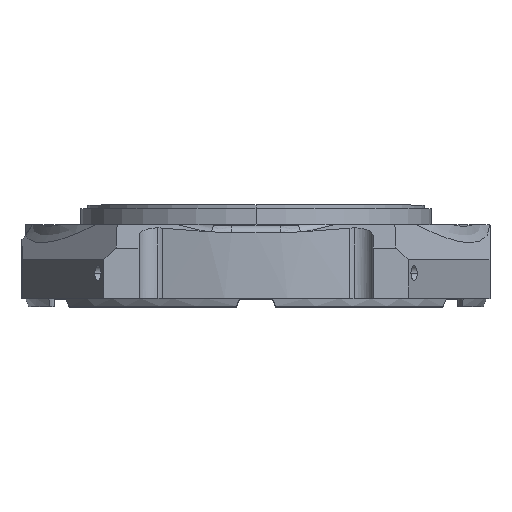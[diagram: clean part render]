
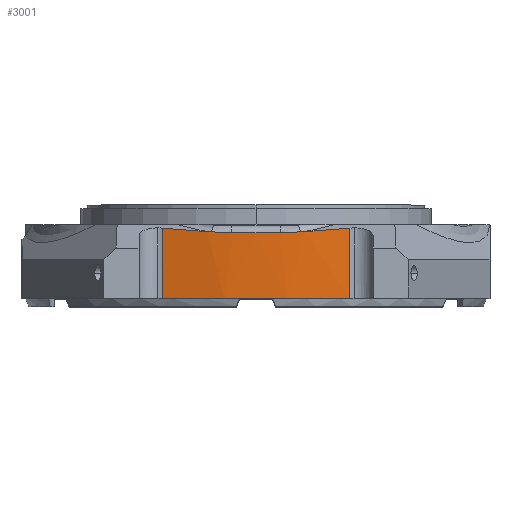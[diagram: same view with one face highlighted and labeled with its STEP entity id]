
A CAD part, top view. The second image highlights one B-rep face of the part: STEP entity #3001.
In plain terms, the highlighted cylindrical face has radius 31.791 mm (diameter 63.582 mm), a partial arc.
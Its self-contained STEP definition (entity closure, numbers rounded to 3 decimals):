
#81 = CARTESIAN_POINT ( 'NONE',  ( 2.086, -2.39, 20.622 ) ) ;
#84 = EDGE_CURVE ( 'NONE', #4369, #2417, #4332, .T. ) ;
#370 = CYLINDRICAL_SURFACE ( 'NONE', #3794, 31.791 ) ;
#480 = DIRECTION ( 'NONE',  ( 0., -1., 0. ) ) ;
#613 = CARTESIAN_POINT ( 'NONE',  ( 4.172, -2.306, 20.415 ) ) ;
#633 = EDGE_LOOP ( 'NONE', ( #1325, #1554, #2160, #3931, #3630, #1996, #1873, #1744 ) ) ;
#648 = CARTESIAN_POINT ( 'NONE',  ( -5.467, -2.237, 20.244 ) ) ;
#826 = CARTESIAN_POINT ( 'NONE',  ( -2.086, -2.39, 20.622 ) ) ;
#863 = CARTESIAN_POINT ( 'NONE',  ( 0., -8., -11.101 ) ) ;
#932 = VERTEX_POINT ( 'NONE', #2293 ) ;
#973 = EDGE_CURVE ( 'NONE', #1800, #932, #1515, .T. ) ;
#1026 = CARTESIAN_POINT ( 'NONE',  ( -8.012, -2.003, 19.664 ) ) ;
#1075 = DIRECTION ( 'NONE',  ( 0., -1., 0. ) ) ;
#1093 = EDGE_CURVE ( 'NONE', #932, #1527, #4193, .T. ) ;
#1259 = CARTESIAN_POINT ( 'NONE',  ( 2.783, -2.371, 20.576 ) ) ;
#1291 = DIRECTION ( 'NONE',  ( 0., 0., -1. ) ) ;
#1325 = ORIENTED_EDGE ( 'NONE', *, *, #973, .F. ) ;
#1343 =( BOUNDED_CURVE ( )  B_SPLINE_CURVE ( 3, ( #1585, #4368, #5099, #3199 ),
 .UNSPECIFIED., .F., .F. ) 
 B_SPLINE_CURVE_WITH_KNOTS ( ( 4, 4 ),
 ( 0.066, 0.132 ),
 .UNSPECIFIED. ) 
 CURVE ( )  GEOMETRIC_REPRESENTATION_ITEM ( )  RATIONAL_B_SPLINE_CURVE ( ( 1., 1., 1., 1. ) ) 
 REPRESENTATION_ITEM ( '' )  );
#1345 = CARTESIAN_POINT ( 'NONE',  ( 2.086, -2.39, 20.622 ) ) ;
#1399 = DIRECTION ( 'NONE',  ( 0., -1., 0. ) ) ;
#1468 = CARTESIAN_POINT ( 'NONE',  ( -6.749, -2.136, 19.993 ) ) ;
#1515 = LINE ( 'NONE', #3097, #3102 ) ;
#1527 = VERTEX_POINT ( 'NONE', #1622 ) ;
#1554 = ORIENTED_EDGE ( 'NONE', *, *, #3712, .T. ) ;
#1585 = CARTESIAN_POINT ( 'NONE',  ( -2.086, -2.39, 20.622 ) ) ;
#1622 = CARTESIAN_POINT ( 'NONE',  ( -8.012, -8., 19.664 ) ) ;
#1718 = FACE_OUTER_BOUND ( 'NONE', #633, .T. ) ;
#1724 = VERTEX_POINT ( 'NONE', #3472 ) ;
#1744 = ORIENTED_EDGE ( 'NONE', *, *, #1093, .F. ) ;
#1800 = VERTEX_POINT ( 'NONE', #3398 ) ;
#1862 = EDGE_CURVE ( 'NONE', #4661, #2163, #1343, .T. ) ;
#1873 = ORIENTED_EDGE ( 'NONE', *, *, #2558, .T. ) ;
#1876 = VECTOR ( 'NONE', #1399, 1000. ) ;
#1921 = CARTESIAN_POINT ( 'NONE',  ( 2.086, -2.39, 20.622 ) ) ;
#1966 = CARTESIAN_POINT ( 'NONE',  ( 0.696, -2.426, 20.713 ) ) ;
#1967 =( BOUNDED_CURVE ( )  B_SPLINE_CURVE ( 3, ( #4891, #3369, #3341, #613 ),
 .UNSPECIFIED., .F., .F. ) 
 B_SPLINE_CURVE_WITH_KNOTS ( ( 4, 4 ),
 ( 6.028, 6.152 ),
 .UNSPECIFIED. ) 
 CURVE ( )  GEOMETRIC_REPRESENTATION_ITEM ( )  RATIONAL_B_SPLINE_CURVE ( ( 1., 0.999, 0.999, 1. ) ) 
 REPRESENTATION_ITEM ( '' )  );
#1976 = DIRECTION ( 'NONE',  ( 0., 0., -1. ) ) ;
#1996 = ORIENTED_EDGE ( 'NONE', *, *, #4734, .T. ) ;
#2160 = ORIENTED_EDGE ( 'NONE', *, *, #84, .T. ) ;
#2163 = VERTEX_POINT ( 'NONE', #4171 ) ;
#2293 = CARTESIAN_POINT ( 'NONE',  ( 8.012, -8., 19.664 ) ) ;
#2358 = EDGE_CURVE ( 'NONE', #2417, #4661, #3848, .T. ) ;
#2417 = VERTEX_POINT ( 'NONE', #1345 ) ;
#2558 = EDGE_CURVE ( 'NONE', #1724, #1527, #3774, .T. ) ;
#2669 =( BOUNDED_CURVE ( )  B_SPLINE_CURVE ( 3, ( #4657, #648, #1468, #1026 ),
 .UNSPECIFIED., .F., .F. ) 
 B_SPLINE_CURVE_WITH_KNOTS ( ( 4, 4 ),
 ( 0.132, 0.255 ),
 .UNSPECIFIED. ) 
 CURVE ( )  GEOMETRIC_REPRESENTATION_ITEM ( )  RATIONAL_B_SPLINE_CURVE ( ( 1., 0.999, 0.999, 1. ) ) 
 REPRESENTATION_ITEM ( '' )  );
#2848 = AXIS2_PLACEMENT_3D ( 'NONE', #863, #480, #1976 ) ;
#3001 = ADVANCED_FACE ( 'NONE', ( #1718 ), #370, .T. ) ;
#3097 = CARTESIAN_POINT ( 'NONE',  ( 8.012, 60.623, 19.664 ) ) ;
#3102 = VECTOR ( 'NONE', #1075, 1000. ) ;
#3199 = CARTESIAN_POINT ( 'NONE',  ( -4.172, -2.306, 20.415 ) ) ;
#3297 = DIRECTION ( 'NONE',  ( 0., -1., 0. ) ) ;
#3341 = CARTESIAN_POINT ( 'NONE',  ( 5.467, -2.237, 20.244 ) ) ;
#3369 = CARTESIAN_POINT ( 'NONE',  ( 6.749, -2.136, 19.993 ) ) ;
#3375 = CARTESIAN_POINT ( 'NONE',  ( -2.086, -2.39, 20.622 ) ) ;
#3383 = CARTESIAN_POINT ( 'NONE',  ( -8.012, 60.623, 19.664 ) ) ;
#3398 = CARTESIAN_POINT ( 'NONE',  ( 8.012, -2.003, 19.664 ) ) ;
#3472 = CARTESIAN_POINT ( 'NONE',  ( -8.012, -2.003, 19.664 ) ) ;
#3630 = ORIENTED_EDGE ( 'NONE', *, *, #1862, .T. ) ;
#3640 = CARTESIAN_POINT ( 'NONE',  ( 3.479, -2.343, 20.507 ) ) ;
#3712 = EDGE_CURVE ( 'NONE', #1800, #4369, #1967, .T. ) ;
#3774 = LINE ( 'NONE', #3383, #1876 ) ;
#3794 = AXIS2_PLACEMENT_3D ( 'NONE', #3934, #3297, #1291 ) ;
#3848 =( BOUNDED_CURVE ( )  B_SPLINE_CURVE ( 3, ( #1921, #1966, #4315, #826 ),
 .UNSPECIFIED., .F., .F. ) 
 B_SPLINE_CURVE_WITH_KNOTS ( ( 4, 4 ),
 ( 6.218, 6.349 ),
 .UNSPECIFIED. ) 
 CURVE ( )  GEOMETRIC_REPRESENTATION_ITEM ( )  RATIONAL_B_SPLINE_CURVE ( ( 1., 0.999, 0.999, 1. ) ) 
 REPRESENTATION_ITEM ( '' )  );
#3931 = ORIENTED_EDGE ( 'NONE', *, *, #2358, .T. ) ;
#3934 = CARTESIAN_POINT ( 'NONE',  ( 0., 60.623, -11.101 ) ) ;
#4171 = CARTESIAN_POINT ( 'NONE',  ( -4.172, -2.306, 20.415 ) ) ;
#4193 = CIRCLE ( 'NONE', #2848, 31.791 ) ;
#4315 = CARTESIAN_POINT ( 'NONE',  ( -0.696, -2.426, 20.713 ) ) ;
#4332 =( BOUNDED_CURVE ( )  B_SPLINE_CURVE ( 3, ( #5087, #3640, #1259, #81 ),
 .UNSPECIFIED., .F., .F. ) 
 B_SPLINE_CURVE_WITH_KNOTS ( ( 4, 4 ),
 ( 6.152, 6.218 ),
 .UNSPECIFIED. ) 
 CURVE ( )  GEOMETRIC_REPRESENTATION_ITEM ( )  RATIONAL_B_SPLINE_CURVE ( ( 1., 1., 1., 1. ) ) 
 REPRESENTATION_ITEM ( '' )  );
#4368 = CARTESIAN_POINT ( 'NONE',  ( -2.783, -2.371, 20.576 ) ) ;
#4369 = VERTEX_POINT ( 'NONE', #4920 ) ;
#4657 = CARTESIAN_POINT ( 'NONE',  ( -4.172, -2.306, 20.415 ) ) ;
#4661 = VERTEX_POINT ( 'NONE', #3375 ) ;
#4734 = EDGE_CURVE ( 'NONE', #2163, #1724, #2669, .T. ) ;
#4891 = CARTESIAN_POINT ( 'NONE',  ( 8.012, -2.003, 19.664 ) ) ;
#4920 = CARTESIAN_POINT ( 'NONE',  ( 4.172, -2.306, 20.415 ) ) ;
#5087 = CARTESIAN_POINT ( 'NONE',  ( 4.172, -2.306, 20.415 ) ) ;
#5099 = CARTESIAN_POINT ( 'NONE',  ( -3.479, -2.343, 20.507 ) ) ;
